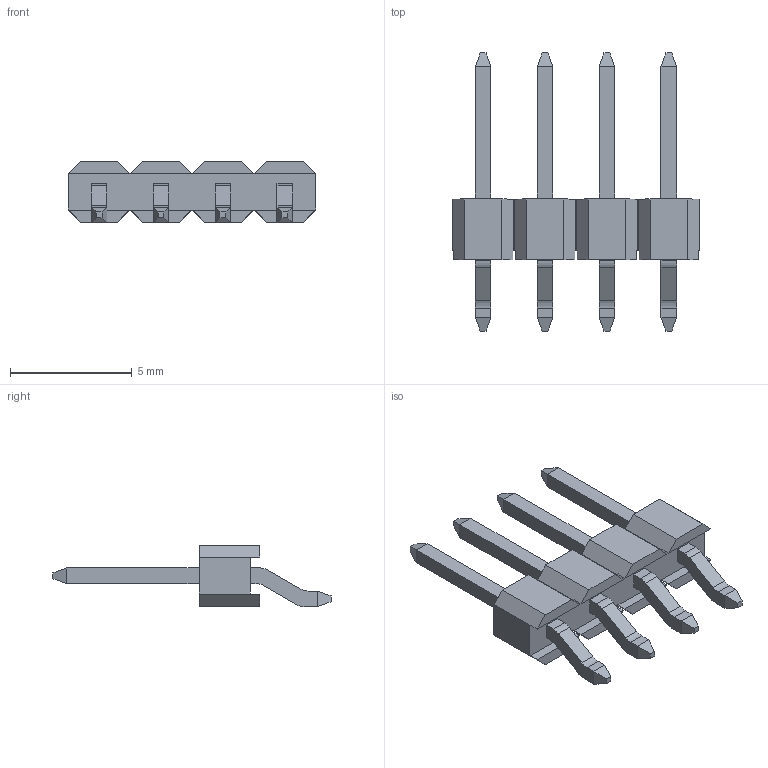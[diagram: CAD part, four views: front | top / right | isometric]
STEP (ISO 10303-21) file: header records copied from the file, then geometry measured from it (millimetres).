
FILE_DESCRIPTION(/* description */ (''),/* implementation_level */ '2;1');
FILE_NAME(/* name */ 'PinHeader4PSMT.step',/* time_stamp */ '2023-08-03T00:23:10+08:00',/* author */ (''),/* organization */ (''),/* preprocessor_version */ 'ST-DEVELOPER v19.2',/* originating_system */ 'Autodesk Translation Framework v12.6.0.85',/* authorisation */ '');
FILE_SCHEMA (('AUTOMOTIVE_DESIGN { 1 0 10303 214 3 1 1 }'));
Length unit declared in the file: millimetre
Products named in the file (4): 3D_PCB1_2023-08-03; CN1; CONN-SMD_1125-1104G0Z135CR01; COMPOUND (1)
Assembly tree (3 placements, depth 4):
  3D_PCB1_2023-08-03
    CN1
      CONN-SMD_1125-1104G0Z135CR01
        COMPOUND (1)
Bounding box: 10.16 x 11.42 x 2.52 mm (x, y, z)
Volume: 66.7 mm3; surface area: 212.3 mm2
Topology: 14 solids, 14 shells, 445 faces, 1174 edges, 772 vertices
Faces by surface type: plane 315, bspline 114, cylinder 16
Entity records: 15515 total; most frequent: CARTESIAN_POINT 4478, ORIENTED_EDGE 2348, DIRECTION 1834, EDGE_CURVE 1174, LINE 914, VECTOR 914, VERTEX_POINT 772, EDGE_LOOP 472
